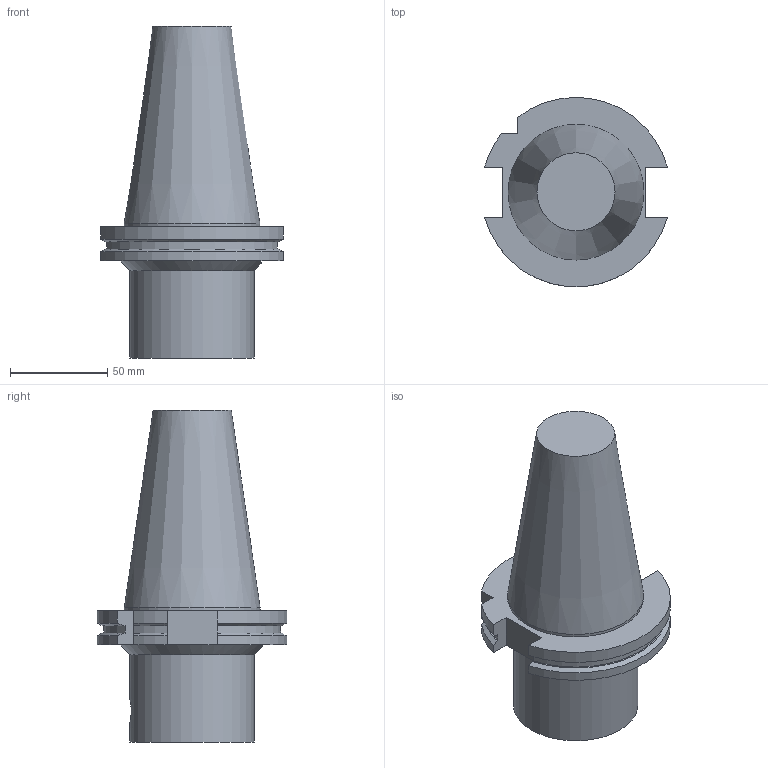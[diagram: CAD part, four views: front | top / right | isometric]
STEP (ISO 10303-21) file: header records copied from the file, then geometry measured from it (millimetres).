
FILE_DESCRIPTION((''),'1');
FILE_NAME('BDV50-CKB6-69.stp','2023-11-07T06:05:01',(''),(''),'Spatial Interop R21 SP3','Kubotek KeyCreator 2011 V10.0.2 (22737)',' ');
FILE_SCHEMA(('automotive_design'));
Length unit declared in the file: millimetre
Products named in the file (1): 240[2]
Bounding box: 94.05 x 97.31 x 170.75 mm (x, y, z)
Volume: 490501.4 mm3; surface area: 50485.3 mm2
Topology: 1 solids, 1 shells, 41 faces, 109 edges, 72 vertices
Faces by surface type: plane 20, cylinder 13, cone 8
Full cylindrical faces by diameter (mm): 12.3 x1, 36 x1, 64 x1, 69.85 x1
Entity records: 2360 total; most frequent: CARTESIAN_POINT 368, DIRECTION 202, ORIENTED_EDGE 200, PRESENTATION_STYLE_ASSIGNMENT 184, COLOUR_RGB 184, STYLED_ITEM 142, CURVE_STYLE 142, DRAUGHTING_PRE_DEFINED_CURVE_FONT 142
